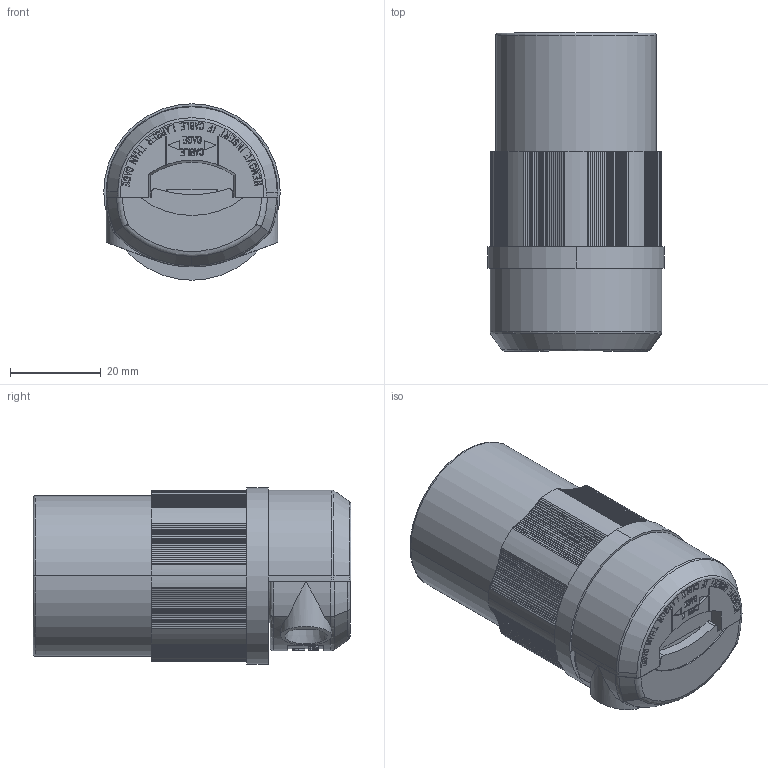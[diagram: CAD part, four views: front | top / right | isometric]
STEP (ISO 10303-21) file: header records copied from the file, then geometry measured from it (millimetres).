
FILE_DESCRIPTION (( 'STEP AP203' ), '1' );
FILE_NAME ('ORC5771-M01.STEP', '2025-01-13T19:25:01', ( '' ), ( '' ), 'SwSTEP 2.0', 'SolidWorks 2024', '' );
FILE_SCHEMA (( 'CONFIG_CONTROL_DESIGN' ));
Length unit declared in the file: inch
Products named in the file (1): ORC5771-M01
Bounding box: 38.89 x 70.1 x 38.89 mm (x, y, z)
Volume: 68080.9 mm3; surface area: 20066.4 mm2
Topology: 1 solids, 16 shells, 2578 faces, 7149 edges, 4734 vertices
Faces by surface type: plane 1560, cylinder 784, cone 100, bspline 86, torus 46, sphere 2
Entity records: 90243 total; most frequent: CARTESIAN_POINT 24669, ORIENTED_EDGE 14298, DIRECTION 13014, EDGE_CURVE 7149, VERTEX_POINT 4734, VECTOR 4692, LINE 4692, AXIS2_PLACEMENT_3D 4161
